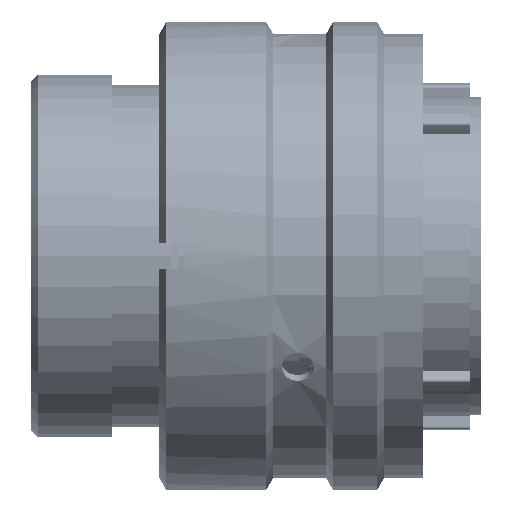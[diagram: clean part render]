
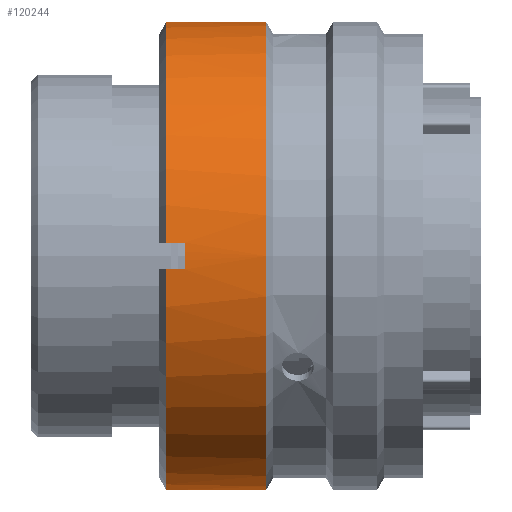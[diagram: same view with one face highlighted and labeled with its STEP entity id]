
A CAD part, front view. The second image highlights one B-rep face of the part: STEP entity #120244.
In plain terms, the highlighted cylindrical face has radius 17.35 mm (diameter 34.7 mm), a partial arc.
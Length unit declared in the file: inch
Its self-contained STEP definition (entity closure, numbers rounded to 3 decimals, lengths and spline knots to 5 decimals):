
#1531 = CYLINDRICAL_SURFACE ( 'NONE', #147982, 0.68307 ) ;
#1533 = FACE_OUTER_BOUND ( 'NONE', #17226, .T. ) ;
#1534 = CARTESIAN_POINT ( 'NONE',  ( 1.14449, 0., 0. ) ) ;
#1560 = DIRECTION ( 'NONE',  ( 1., 0., 0. ) ) ;
#1562 = DIRECTION ( 'NONE',  ( 0., 0., -1. ) ) ;
#13463 = EDGE_CURVE ( 'NONE', #144530, #144532, #81628, .T. ) ;
#13467 = EDGE_CURVE ( 'NONE', #144536, #144538, #81635, .T. ) ;
#13730 = EDGE_CURVE ( 'NONE', #144434, #144428, #79915, .T. ) ;
#13746 = EDGE_CURVE ( 'NONE', #144530, #144424, #79917, .T. ) ;
#13750 = EDGE_CURVE ( 'NONE', #144424, #144434, #83292, .T. ) ;
#13752 = EDGE_CURVE ( 'NONE', #144428, #144427, #83322, .T. ) ;
#13755 = EDGE_CURVE ( 'NONE', #144427, #144420, #79925, .T. ) ;
#13759 = EDGE_CURVE ( 'NONE', #144420, #144419, #83303, .T. ) ;
#13761 = EDGE_CURVE ( 'NONE', #144419, #144418, #79930, .T. ) ;
#13764 = EDGE_CURVE ( 'NONE', #144418, #144416, #83328, .T. ) ;
#13768 = EDGE_CURVE ( 'NONE', #144416, #144536, #79936, .T. ) ;
#13772 = EDGE_CURVE ( 'NONE', #144532, #144538, #79938, .T. ) ;
#17226 = EDGE_LOOP ( 'NONE', ( #50720, #50722, #50724, #50726, #50728, #50730, #50732, #50734, #50736, #50737, #50739, #50741 ) ) ;
#50720 = ORIENTED_EDGE ( 'NONE', *, *, #13463, .F. ) ;
#50722 = ORIENTED_EDGE ( 'NONE', *, *, #13746, .T. ) ;
#50724 = ORIENTED_EDGE ( 'NONE', *, *, #13750, .T. ) ;
#50726 = ORIENTED_EDGE ( 'NONE', *, *, #13730, .T. ) ;
#50728 = ORIENTED_EDGE ( 'NONE', *, *, #13752, .T. ) ;
#50730 = ORIENTED_EDGE ( 'NONE', *, *, #13755, .T. ) ;
#50732 = ORIENTED_EDGE ( 'NONE', *, *, #13759, .T. ) ;
#50734 = ORIENTED_EDGE ( 'NONE', *, *, #13761, .T. ) ;
#50736 = ORIENTED_EDGE ( 'NONE', *, *, #13764, .T. ) ;
#50737 = ORIENTED_EDGE ( 'NONE', *, *, #13768, .T. ) ;
#50739 = ORIENTED_EDGE ( 'NONE', *, *, #13467, .T. ) ;
#50741 = ORIENTED_EDGE ( 'NONE', *, *, #13772, .F. ) ;
#55404 = CARTESIAN_POINT ( 'NONE',  ( 0.44961, -0.03937, -0.68194 ) ) ;
#55405 = CARTESIAN_POINT ( 'NONE',  ( 0.39449, -0.03937, -0.68194 ) ) ;
#55406 = CARTESIAN_POINT ( 'NONE',  ( 0.39449, -0.68194, -0.03937 ) ) ;
#55407 = CARTESIAN_POINT ( 'NONE',  ( 0.44961, -0.68194, -0.03937 ) ) ;
#55409 = CARTESIAN_POINT ( 'NONE',  ( 0.44961, -0.03937, 0.68194 ) ) ;
#55411 = CARTESIAN_POINT ( 'NONE',  ( 0.44961, -0.68194, 0.03937 ) ) ;
#55412 = CARTESIAN_POINT ( 'NONE',  ( 0.39449, -0.68194, 0.03937 ) ) ;
#55415 = CARTESIAN_POINT ( 'NONE',  ( 0.39449, -0.03937, 0.68194 ) ) ;
#55475 = CARTESIAN_POINT ( 'NONE',  ( 0.44961, 0., 0.68307 ) ) ;
#55477 = CARTESIAN_POINT ( 'NONE',  ( 0.68661, 0., 0.68307 ) ) ;
#55479 = CARTESIAN_POINT ( 'NONE',  ( 0.44961, 0., -0.68307 ) ) ;
#55480 = CARTESIAN_POINT ( 'NONE',  ( 0.68661, 0., -0.68307 ) ) ;
#79858 = VECTOR ( 'NONE', #81634, 39.37008 ) ;
#79859 = VECTOR ( 'NONE', #81639, 39.37008 ) ;
#79915 = CIRCLE ( 'NONE', #79919, 0.68307 ) ;
#79917 = CIRCLE ( 'NONE', #79923, 0.68307 ) ;
#79919 = AXIS2_PLACEMENT_3D ( 'NONE', #83262, #83265, #83268 ) ;
#79921 = VECTOR ( 'NONE', #83320, 39.37008 ) ;
#79923 = AXIS2_PLACEMENT_3D ( 'NONE', #83309, #83312, #83315 ) ;
#79924 = VECTOR ( 'NONE', #83325, 39.37008 ) ;
#79925 = CIRCLE ( 'NONE', #79928, 0.68307 ) ;
#79926 = VECTOR ( 'NONE', #83341, 39.37008 ) ;
#79928 = AXIS2_PLACEMENT_3D ( 'NONE', #83335, #83336, #83339 ) ;
#79930 = CIRCLE ( 'NONE', #79934, 0.68307 ) ;
#79932 = VECTOR ( 'NONE', #83356, 39.37008 ) ;
#79934 = AXIS2_PLACEMENT_3D ( 'NONE', #83346, #83349, #83352 ) ;
#79936 = CIRCLE ( 'NONE', #79940, 0.68307 ) ;
#79938 = CIRCLE ( 'NONE', #79942, 0.68307 ) ;
#79940 = AXIS2_PLACEMENT_3D ( 'NONE', #83365, #83368, #83371 ) ;
#79942 = AXIS2_PLACEMENT_3D ( 'NONE', #83376, #83378, #83380 ) ;
#81595 = CARTESIAN_POINT ( 'NONE',  ( 1.14449, 0., 0.68307 ) ) ;
#81628 = LINE ( 'NONE', #81595, #79858 ) ;
#81634 = DIRECTION ( 'NONE',  ( 1., 0., 0. ) ) ;
#81635 = LINE ( 'NONE', #81638, #79859 ) ;
#81638 = CARTESIAN_POINT ( 'NONE',  ( 1.14449, 0., -0.68307 ) ) ;
#81639 = DIRECTION ( 'NONE',  ( 1., 0., 0. ) ) ;
#83262 = CARTESIAN_POINT ( 'NONE',  ( 0.39449, 0., 0. ) ) ;
#83265 = DIRECTION ( 'NONE',  ( 1., 0., 0. ) ) ;
#83268 = DIRECTION ( 'NONE',  ( 0., 0., -1. ) ) ;
#83292 = LINE ( 'NONE', #83297, #79921 ) ;
#83297 = CARTESIAN_POINT ( 'NONE',  ( 1.14449, -0.03937, 0.68194 ) ) ;
#83303 = LINE ( 'NONE', #83307, #79926 ) ;
#83307 = CARTESIAN_POINT ( 'NONE',  ( 1.14449, -0.68194, -0.03937 ) ) ;
#83309 = CARTESIAN_POINT ( 'NONE',  ( 0.44961, 0., 0. ) ) ;
#83312 = DIRECTION ( 'NONE',  ( 1., 0., 0. ) ) ;
#83315 = DIRECTION ( 'NONE',  ( 0., 0., 1. ) ) ;
#83320 = DIRECTION ( 'NONE',  ( -1., 0., 0. ) ) ;
#83322 = LINE ( 'NONE', #83323, #79924 ) ;
#83323 = CARTESIAN_POINT ( 'NONE',  ( 1.14449, -0.68194, 0.03937 ) ) ;
#83325 = DIRECTION ( 'NONE',  ( 1., 0., 0. ) ) ;
#83328 = LINE ( 'NONE', #83333, #79932 ) ;
#83333 = CARTESIAN_POINT ( 'NONE',  ( 1.14449, -0.03937, -0.68194 ) ) ;
#83335 = CARTESIAN_POINT ( 'NONE',  ( 0.44961, 0., 0. ) ) ;
#83336 = DIRECTION ( 'NONE',  ( 1., 0., 0. ) ) ;
#83339 = DIRECTION ( 'NONE',  ( 0., 0., 1. ) ) ;
#83341 = DIRECTION ( 'NONE',  ( -1., 0., 0. ) ) ;
#83346 = CARTESIAN_POINT ( 'NONE',  ( 0.39449, 0., 0. ) ) ;
#83349 = DIRECTION ( 'NONE',  ( 1., 0., 0. ) ) ;
#83352 = DIRECTION ( 'NONE',  ( 0., 0., -1. ) ) ;
#83356 = DIRECTION ( 'NONE',  ( 1., 0., 0. ) ) ;
#83365 = CARTESIAN_POINT ( 'NONE',  ( 0.44961, 0., 0. ) ) ;
#83368 = DIRECTION ( 'NONE',  ( 1., 0., 0. ) ) ;
#83371 = DIRECTION ( 'NONE',  ( 0., 0., 1. ) ) ;
#83376 = CARTESIAN_POINT ( 'NONE',  ( 0.68661, 0., 0. ) ) ;
#83378 = DIRECTION ( 'NONE',  ( 1., 0., 0. ) ) ;
#83380 = DIRECTION ( 'NONE',  ( 0., 0., -1. ) ) ;
#120244 = ADVANCED_FACE ( 'NONE', ( #1533 ), #1531, .T. ) ;
#144416 = VERTEX_POINT ( 'NONE', #55404 ) ;
#144418 = VERTEX_POINT ( 'NONE', #55405 ) ;
#144419 = VERTEX_POINT ( 'NONE', #55406 ) ;
#144420 = VERTEX_POINT ( 'NONE', #55407 ) ;
#144424 = VERTEX_POINT ( 'NONE', #55409 ) ;
#144427 = VERTEX_POINT ( 'NONE', #55411 ) ;
#144428 = VERTEX_POINT ( 'NONE', #55412 ) ;
#144434 = VERTEX_POINT ( 'NONE', #55415 ) ;
#144530 = VERTEX_POINT ( 'NONE', #55475 ) ;
#144532 = VERTEX_POINT ( 'NONE', #55477 ) ;
#144536 = VERTEX_POINT ( 'NONE', #55479 ) ;
#144538 = VERTEX_POINT ( 'NONE', #55480 ) ;
#147982 = AXIS2_PLACEMENT_3D ( 'NONE', #1534, #1560, #1562 ) ;
